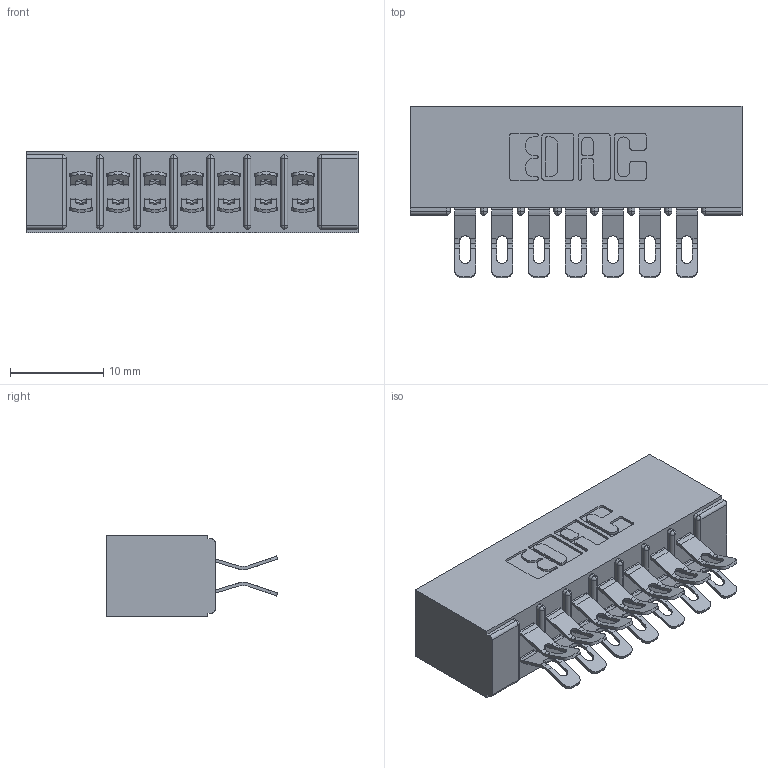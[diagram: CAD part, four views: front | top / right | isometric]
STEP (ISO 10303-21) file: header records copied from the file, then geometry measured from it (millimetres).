
FILE_DESCRIPTION (( 'STEP AP203' ), '1' );
FILE_NAME ('355-014-555-501.STEP', '2019-09-11T01:33:07', ( '' ), ( '' ), 'SwSTEP 2.0', 'SolidWorks 2016', '' );
FILE_SCHEMA (( 'CONFIG_CONTROL_DESIGN' ));
Length unit declared in the file: inch
Products named in the file (3): 355-014-555-501; 305 Part_No Mounting; 305-290-001_555
Assembly tree (15 placements, depth 2):
  355-014-555-501
    305 Part_No Mounting
    305-290-001_555  x14
Bounding box: 35.61 x 18.41 x 8.71 mm (x, y, z)
Volume: 2383 mm3; surface area: 4662.2 mm2
Topology: 15 solids, 15 shells, 1032 faces, 3057 edges, 1998 vertices
Faces by surface type: plane 512, cylinder 492, sphere 28
Entity records: 12186 total; most frequent: CARTESIAN_POINT 2033, ORIENTED_EDGE 2002, DIRECTION 1987, EDGE_CURVE 1001, LINE 755, VECTOR 755, VERTEX_POINT 646, AXIS2_PLACEMENT_3D 616
